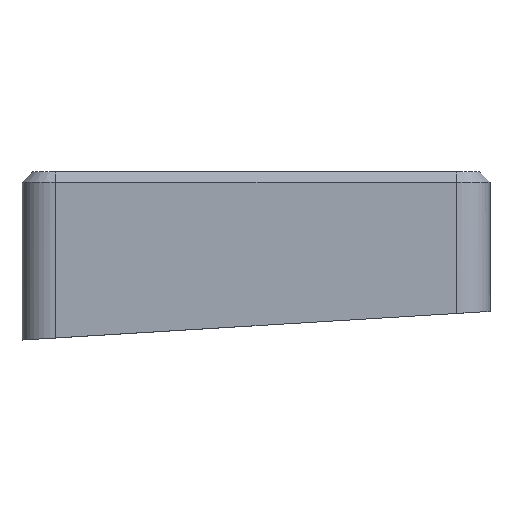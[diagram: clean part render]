
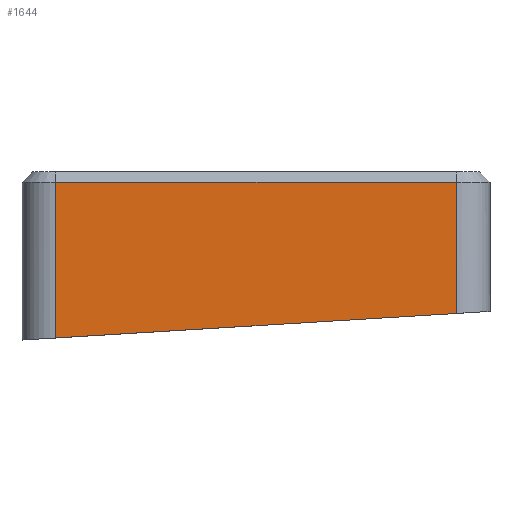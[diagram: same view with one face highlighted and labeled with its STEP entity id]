
A CAD part, left-side view. The second image highlights one B-rep face of the part: STEP entity #1644.
In plain terms, the highlighted planar face has unit normal (-1, 0, 0).
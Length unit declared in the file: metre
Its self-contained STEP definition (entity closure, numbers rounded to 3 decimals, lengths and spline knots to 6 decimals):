
#124=LINE('',#2685,#256);
#125=LINE('',#2688,#257);
#126=LINE('',#2690,#258);
#127=LINE('',#2692,#259);
#256=VECTOR('',#2073,1.);
#257=VECTOR('',#2074,1.);
#258=VECTOR('',#2075,1.);
#259=VECTOR('',#2076,1.);
#404=ORIENTED_EDGE('',*,*,#884,.F.);
#405=ORIENTED_EDGE('',*,*,#885,.T.);
#406=ORIENTED_EDGE('',*,*,#886,.T.);
#407=ORIENTED_EDGE('',*,*,#887,.F.);
#884=EDGE_CURVE('',#1124,#1125,#124,.T.);
#885=EDGE_CURVE('',#1124,#1126,#125,.T.);
#886=EDGE_CURVE('',#1126,#1127,#126,.T.);
#887=EDGE_CURVE('',#1125,#1127,#127,.T.);
#1124=VERTEX_POINT('',#2686);
#1125=VERTEX_POINT('',#2687);
#1126=VERTEX_POINT('',#2689);
#1127=VERTEX_POINT('',#2691);
#1328=EDGE_LOOP('',(#404,#405,#406,#407));
#1466=FACE_BOUND('',#1328,.T.);
#1602=PLANE('',#1791);
#1644=ADVANCED_FACE('',(#1466),#1602,.F.);
#1791=AXIS2_PLACEMENT_3D('',#2684,#2071,#2072);
#2071=DIRECTION('',(1.,0.,0.));
#2072=DIRECTION('',(0.,0.,-1.));
#2073=DIRECTION('',(0.,0.,-1.));
#2074=DIRECTION('',(0.,1.,0.));
#2075=DIRECTION('',(0.,0.,-1.));
#2076=DIRECTION('',(0.,0.998,-0.061));
#2684=CARTESIAN_POINT('',(-0.10125,0.,0.0085));
#2685=CARTESIAN_POINT('',(-0.10125,-0.029575,0.0085));
#2686=CARTESIAN_POINT('',(-0.10125,-0.029575,0.007));
#2687=CARTESIAN_POINT('',(-0.10125,-0.029575,-0.012406));
#2688=CARTESIAN_POINT('',(-0.10125,0.029575,0.007));
#2689=CARTESIAN_POINT('',(-0.10125,0.029575,0.007));
#2690=CARTESIAN_POINT('',(-0.10125,0.029575,-0.016329));
#2691=CARTESIAN_POINT('',(-0.10125,0.029575,-0.016024));
#2692=CARTESIAN_POINT('',(-0.10125,0.,-0.014215));
